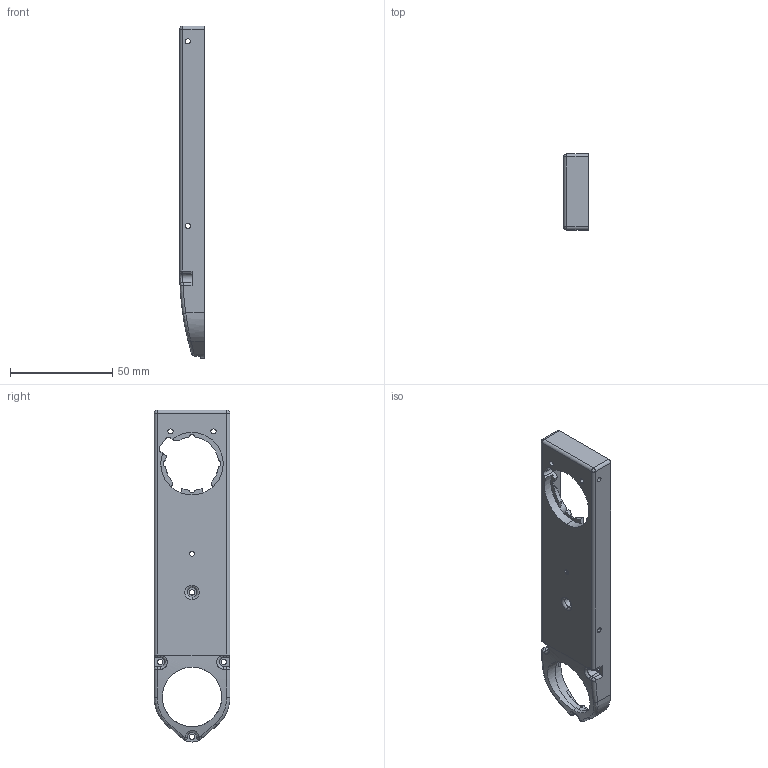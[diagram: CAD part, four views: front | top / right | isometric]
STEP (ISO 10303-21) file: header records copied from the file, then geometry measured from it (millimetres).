
FILE_DESCRIPTION (( 'STEP AP214' ), '1' );
FILE_NAME ('hip_aa_module_shell_base.STEP', '2020-05-13T13:04:19', ( '' ), ( '' ), 'SwSTEP 2.0', 'SolidWorks 2017', '' );
FILE_SCHEMA (( 'AUTOMOTIVE_DESIGN' ));
Length unit declared in the file: millimetre
Products named in the file (1): hip_aa_module_shell_base
Bounding box: 12 x 37 x 162 mm (x, y, z)
Volume: 20599.5 mm3; surface area: 18827.3 mm2
Topology: 1 solids, 1 shells, 326 faces, 831 edges, 493 vertices
Faces by surface type: cylinder 170, plane 78, torus 35, sphere 21, bspline 17, cone 5
Entity records: 11000 total; most frequent: CARTESIAN_POINT 3088, DIRECTION 1757, ORIENTED_EDGE 1622, EDGE_CURVE 811, AXIS2_PLACEMENT_3D 709, VERTEX_POINT 492, CIRCLE 399, EDGE_LOOP 357
